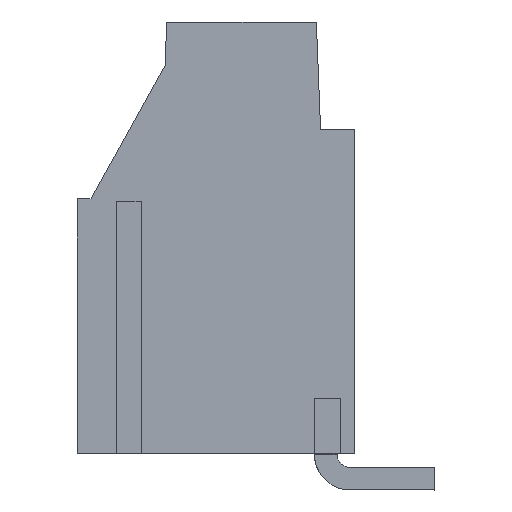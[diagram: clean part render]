
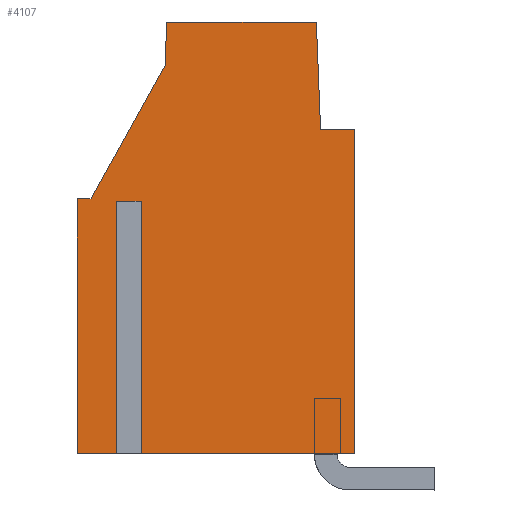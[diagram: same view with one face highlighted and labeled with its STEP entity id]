
A CAD part, left-side view. The second image highlights one B-rep face of the part: STEP entity #4107.
In plain terms, the highlighted planar face has unit normal (-1, 0, 0).
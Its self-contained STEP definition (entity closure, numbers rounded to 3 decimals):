
#4008=AXIS2_PLACEMENT_3D('Plane Axis2P3D',#4005,#4006,#4007) ;
#3908=CARTESIAN_POINT('Line Origine',(0.65,7.676,18.57)) ;
#3912=CARTESIAN_POINT('Vertex',(0.65,10.646,18.57)) ;
#3914=CARTESIAN_POINT('Vertex',(0.65,4.705,18.57)) ;
#4005=CARTESIAN_POINT('Axis2P3D Location',(0.65,-1.268,0.)) ;
#4010=CARTESIAN_POINT('Line Origine',(0.65,12.35,6.45)) ;
#4014=CARTESIAN_POINT('Vertex',(0.65,12.35,1.45)) ;
#4016=CARTESIAN_POINT('Vertex',(0.65,12.35,11.45)) ;
#4019=CARTESIAN_POINT('Line Origine',(0.65,12.15,11.45)) ;
#4023=CARTESIAN_POINT('Vertex',(0.65,11.95,11.45)) ;
#4026=CARTESIAN_POINT('Line Origine',(0.65,11.95,6.45)) ;
#4030=CARTESIAN_POINT('Vertex',(0.65,11.95,1.45)) ;
#4033=CARTESIAN_POINT('Line Origine',(0.65,7.575,1.45)) ;
#4037=CARTESIAN_POINT('Vertex',(0.65,3.2,1.45)) ;
#4040=CARTESIAN_POINT('Line Origine',(0.65,3.2,7.875)) ;
#4044=CARTESIAN_POINT('Vertex',(0.65,3.2,14.3)) ;
#4047=CARTESIAN_POINT('Line Origine',(0.65,3.869,14.3)) ;
#4051=CARTESIAN_POINT('Vertex',(0.65,4.538,14.3)) ;
#4054=CARTESIAN_POINT('Line Origine',(0.65,4.622,16.435)) ;
#4059=CARTESIAN_POINT('Line Origine',(0.65,10.676,17.71)) ;
#4063=CARTESIAN_POINT('Vertex',(0.65,10.706,16.849)) ;
#4066=CARTESIAN_POINT('Line Origine',(0.65,12.176,14.2)) ;
#4070=CARTESIAN_POINT('Vertex',(0.65,13.645,11.55)) ;
#4073=CARTESIAN_POINT('Line Origine',(0.65,13.923,11.55)) ;
#4077=CARTESIAN_POINT('Vertex',(0.65,14.2,11.55)) ;
#4080=CARTESIAN_POINT('Line Origine',(0.65,14.2,6.5)) ;
#4084=CARTESIAN_POINT('Vertex',(0.65,14.2,1.45)) ;
#4087=CARTESIAN_POINT('Line Origine',(0.65,13.275,1.45)) ;
#3909=DIRECTION('Vector Direction',(0.,1.,0.)) ;
#4006=DIRECTION('Axis2P3D Direction',(1.,0.,0.)) ;
#4007=DIRECTION('Axis2P3D XDirection',(0.,1.,0.)) ;
#4011=DIRECTION('Vector Direction',(0.,0.,1.)) ;
#4020=DIRECTION('Vector Direction',(0.,-1.,0.)) ;
#4027=DIRECTION('Vector Direction',(0.,0.,1.)) ;
#4034=DIRECTION('Vector Direction',(0.,1.,0.)) ;
#4041=DIRECTION('Vector Direction',(0.,0.,1.)) ;
#4048=DIRECTION('Vector Direction',(0.,1.,0.)) ;
#4055=DIRECTION('Vector Direction',(0.,-0.039,-0.999)) ;
#4060=DIRECTION('Vector Direction',(0.,0.035,-0.999)) ;
#4067=DIRECTION('Vector Direction',(0.,-0.485,0.875)) ;
#4074=DIRECTION('Vector Direction',(0.,-1.,0.)) ;
#4081=DIRECTION('Vector Direction',(0.,0.,-1.)) ;
#4088=DIRECTION('Vector Direction',(0.,1.,0.)) ;
#3910=VECTOR('Line Direction',#3909,1.) ;
#4012=VECTOR('Line Direction',#4011,1.) ;
#4021=VECTOR('Line Direction',#4020,1.) ;
#4028=VECTOR('Line Direction',#4027,1.) ;
#4035=VECTOR('Line Direction',#4034,1.) ;
#4042=VECTOR('Line Direction',#4041,1.) ;
#4049=VECTOR('Line Direction',#4048,1.) ;
#4056=VECTOR('Line Direction',#4055,1.) ;
#4061=VECTOR('Line Direction',#4060,1.) ;
#4068=VECTOR('Line Direction',#4067,1.) ;
#4075=VECTOR('Line Direction',#4074,1.) ;
#4082=VECTOR('Line Direction',#4081,1.) ;
#4089=VECTOR('Line Direction',#4088,1.) ;
#4093=ORIENTED_EDGE('',*,*,#4018,.T.) ;
#4094=ORIENTED_EDGE('',*,*,#4025,.T.) ;
#4095=ORIENTED_EDGE('',*,*,#4032,.F.) ;
#4096=ORIENTED_EDGE('',*,*,#4039,.F.) ;
#4097=ORIENTED_EDGE('',*,*,#4046,.F.) ;
#4098=ORIENTED_EDGE('',*,*,#4053,.F.) ;
#4099=ORIENTED_EDGE('',*,*,#4058,.F.) ;
#4100=ORIENTED_EDGE('',*,*,#3916,.F.) ;
#4101=ORIENTED_EDGE('',*,*,#4065,.F.) ;
#4102=ORIENTED_EDGE('',*,*,#4072,.F.) ;
#4103=ORIENTED_EDGE('',*,*,#4079,.F.) ;
#4104=ORIENTED_EDGE('',*,*,#4086,.F.) ;
#4105=ORIENTED_EDGE('',*,*,#4091,.F.) ;
#4107=ADVANCED_FACE('3',(#4106),#4009,.F.) ;
#3916=EDGE_CURVE('',#3913,#3915,#3911,.F.) ;
#4018=EDGE_CURVE('',#4015,#4017,#4013,.T.) ;
#4025=EDGE_CURVE('',#4017,#4024,#4022,.T.) ;
#4032=EDGE_CURVE('',#4031,#4024,#4029,.T.) ;
#4039=EDGE_CURVE('',#4038,#4031,#4036,.T.) ;
#4046=EDGE_CURVE('',#4045,#4038,#4043,.F.) ;
#4053=EDGE_CURVE('',#4052,#4045,#4050,.F.) ;
#4058=EDGE_CURVE('',#3915,#4052,#4057,.T.) ;
#4065=EDGE_CURVE('',#4064,#3913,#4062,.F.) ;
#4072=EDGE_CURVE('',#4071,#4064,#4069,.T.) ;
#4079=EDGE_CURVE('',#4078,#4071,#4076,.T.) ;
#4086=EDGE_CURVE('',#4085,#4078,#4083,.F.) ;
#4091=EDGE_CURVE('',#4015,#4085,#4090,.T.) ;
#4092=EDGE_LOOP('',(#4093,#4094,#4095,#4096,#4097,#4098,#4099,#4100,#4101,#4102,#4103,#4104,#4105)) ;
#4106=FACE_OUTER_BOUND('',#4092,.T.) ;
#3911=LINE('Line',#3908,#3910) ;
#4013=LINE('Line',#4010,#4012) ;
#4022=LINE('Line',#4019,#4021) ;
#4029=LINE('Line',#4026,#4028) ;
#4036=LINE('Line',#4033,#4035) ;
#4043=LINE('Line',#4040,#4042) ;
#4050=LINE('Line',#4047,#4049) ;
#4057=LINE('Line',#4054,#4056) ;
#4062=LINE('Line',#4059,#4061) ;
#4069=LINE('Line',#4066,#4068) ;
#4076=LINE('Line',#4073,#4075) ;
#4083=LINE('Line',#4080,#4082) ;
#4090=LINE('Line',#4087,#4089) ;
#4009=PLANE('',#4008) ;
#3913=VERTEX_POINT('',#3912) ;
#3915=VERTEX_POINT('',#3914) ;
#4015=VERTEX_POINT('',#4014) ;
#4017=VERTEX_POINT('',#4016) ;
#4024=VERTEX_POINT('',#4023) ;
#4031=VERTEX_POINT('',#4030) ;
#4038=VERTEX_POINT('',#4037) ;
#4045=VERTEX_POINT('',#4044) ;
#4052=VERTEX_POINT('',#4051) ;
#4064=VERTEX_POINT('',#4063) ;
#4071=VERTEX_POINT('',#4070) ;
#4078=VERTEX_POINT('',#4077) ;
#4085=VERTEX_POINT('',#4084) ;
